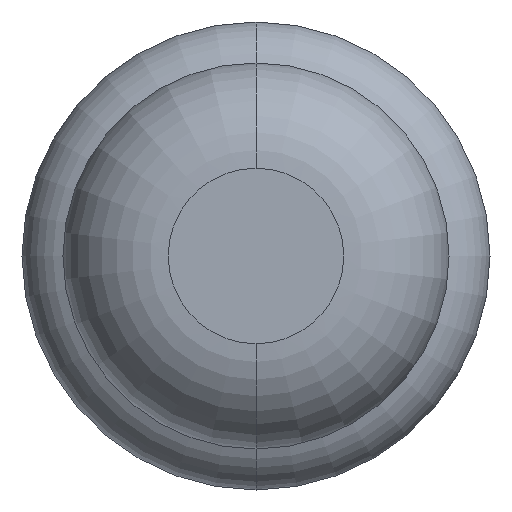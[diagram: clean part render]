
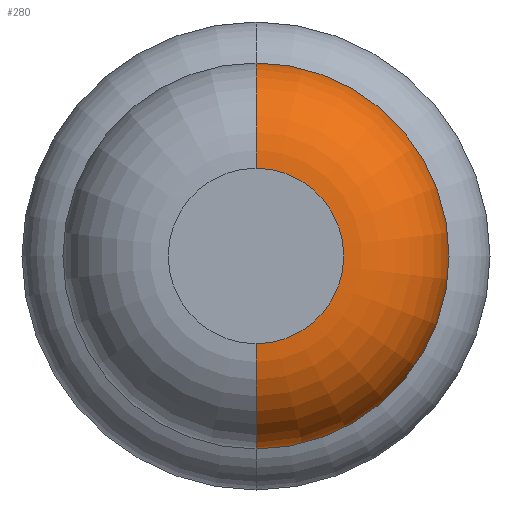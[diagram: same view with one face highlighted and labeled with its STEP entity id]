
A CAD part, front view. The second image highlights one B-rep face of the part: STEP entity #280.
In plain terms, the highlighted toroidal (fillet/blend) face has major radius 0.375 mm and minor radius 0.45 mm.
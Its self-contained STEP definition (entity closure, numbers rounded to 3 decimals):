
#15 = AXIS2_PLACEMENT_3D ( 'NONE', #255, #785, #3158 ) ;
#19 = ORIENTED_EDGE ( 'NONE', *, *, #1473, .T. ) ;
#255 = CARTESIAN_POINT ( 'NONE',  ( 0., -26.95, 0. ) ) ;
#262 = CARTESIAN_POINT ( 'NONE',  ( 0., -26.95, 0.825 ) ) ;
#280 = ADVANCED_FACE ( 'Defeature ausgef�hrt1_5', ( #2506 ), #888, .T. ) ;
#337 = CARTESIAN_POINT ( 'NONE',  ( 0., -26.95, 0. ) ) ;
#467 = ORIENTED_EDGE ( 'NONE', *, *, #1605, .T. ) ;
#480 = CIRCLE ( 'NONE', #566, 0.825 ) ;
#566 = AXIS2_PLACEMENT_3D ( 'NONE', #337, #861, #2957 ) ;
#648 = ORIENTED_EDGE ( 'NONE', *, *, #1135, .F. ) ;
#650 = CARTESIAN_POINT ( 'NONE',  ( 0., -27.4, -0.375 ) ) ;
#658 = VERTEX_POINT ( 'NONE', #650 ) ;
#785 = DIRECTION ( 'NONE',  ( 0., 1., 0. ) ) ;
#861 = DIRECTION ( 'NONE',  ( 0., 1., 0. ) ) ;
#887 = CARTESIAN_POINT ( 'NONE',  ( 0., -26.95, -0.375 ) ) ;
#888 = TOROIDAL_SURFACE ( 'NONE', #15, 0.375, 0.45 ) ;
#968 = VERTEX_POINT ( 'NONE', #3138 ) ;
#1086 = DIRECTION ( 'NONE',  ( 0., 0., 1. ) ) ;
#1135 = EDGE_CURVE ( 'NONE', #968, #3387, #1518, .T. ) ;
#1181 = AXIS2_PLACEMENT_3D ( 'NONE', #887, #2983, #1961 ) ;
#1353 = VERTEX_POINT ( 'NONE', #1599 ) ;
#1473 = EDGE_CURVE ( 'Defeature ausgef�hrt1_5+Defeature ausgef�hrt1_4+Defeature ausgef�hrt1_4+Defeature ausgef�hrt1_4', #968, #658, #3425, .T. ) ;
#1518 = CIRCLE ( 'NONE', #2663, 0.45 ) ;
#1599 = CARTESIAN_POINT ( 'NONE',  ( 0., -26.95, -0.825 ) ) ;
#1605 = EDGE_CURVE ( 'NONE', #658, #1353, #2269, .T. ) ;
#1658 = DIRECTION ( 'NONE',  ( 0., 1., 0. ) ) ;
#1961 = DIRECTION ( 'NONE',  ( 0., 0., -1. ) ) ;
#2177 = AXIS2_PLACEMENT_3D ( 'NONE', #2399, #1658, #1086 ) ;
#2198 = EDGE_CURVE ( 'Defeature ausgef�hrt1_6+Defeature ausgef�hrt1_5+Defeature ausgef�hrt1_5+Defeature ausgef�hrt1_5', #3387, #1353, #480, .T. ) ;
#2269 = CIRCLE ( 'NONE', #1181, 0.45 ) ;
#2399 = CARTESIAN_POINT ( 'NONE',  ( 0., -27.4, 0. ) ) ;
#2506 = FACE_OUTER_BOUND ( 'NONE', #2905, .T. ) ;
#2663 = AXIS2_PLACEMENT_3D ( 'NONE', #3352, #3101, #3385 ) ;
#2905 = EDGE_LOOP ( 'NONE', ( #19, #467, #3008, #648 ) ) ;
#2957 = DIRECTION ( 'NONE',  ( 0., 0., 1. ) ) ;
#2983 = DIRECTION ( 'NONE',  ( 1., 0., 0. ) ) ;
#3008 = ORIENTED_EDGE ( 'NONE', *, *, #2198, .F. ) ;
#3101 = DIRECTION ( 'NONE',  ( -1., 0., 0. ) ) ;
#3138 = CARTESIAN_POINT ( 'NONE',  ( 0., -27.4, 0.375 ) ) ;
#3158 = DIRECTION ( 'NONE',  ( 0., 0., 1. ) ) ;
#3352 = CARTESIAN_POINT ( 'NONE',  ( 0., -26.95, 0.375 ) ) ;
#3385 = DIRECTION ( 'NONE',  ( 0., 0., 1. ) ) ;
#3387 = VERTEX_POINT ( 'NONE', #262 ) ;
#3425 = CIRCLE ( 'NONE', #2177, 0.375 ) ;
